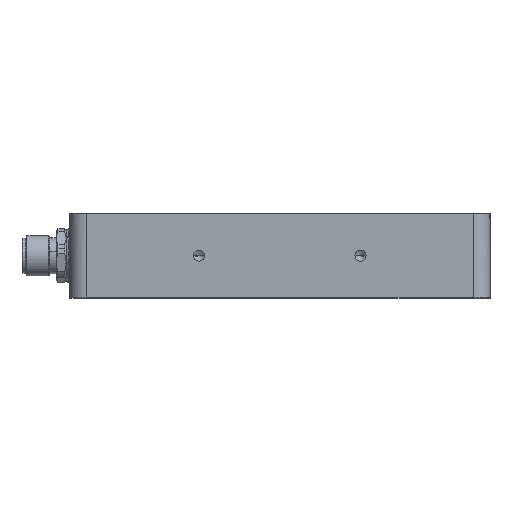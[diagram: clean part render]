
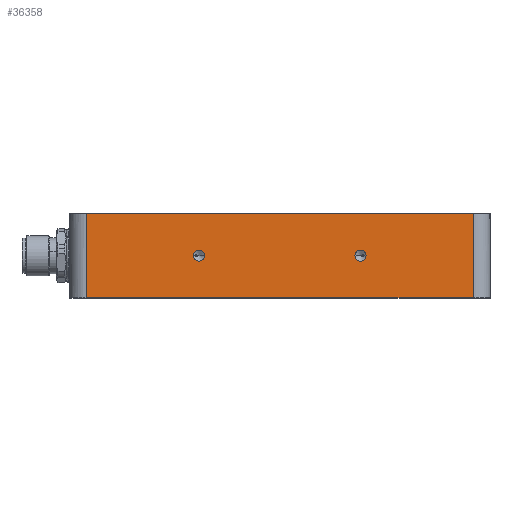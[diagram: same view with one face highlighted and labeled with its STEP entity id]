
A CAD part, top view. The second image highlights one B-rep face of the part: STEP entity #36358.
In plain terms, the highlighted face is planar.
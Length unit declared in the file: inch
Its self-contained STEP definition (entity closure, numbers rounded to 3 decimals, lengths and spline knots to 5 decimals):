
#321 = VERTEX_POINT ( 'NONE', #14312 ) ;
#974 = DIRECTION ( 'NONE',  ( -1., 0., 0. ) ) ;
#1154 = DIRECTION ( 'NONE',  ( 0., 1., 0. ) ) ;
#1431 = AXIS2_PLACEMENT_3D ( 'NONE', #17222, #28945, #26079 ) ;
#1764 = FACE_OUTER_BOUND ( 'NONE', #12650, .T. ) ;
#2533 = VECTOR ( 'NONE', #17916, 39.37008 ) ;
#2633 = ORIENTED_EDGE ( 'NONE', *, *, #11367, .F. ) ;
#3811 = CARTESIAN_POINT ( 'NONE',  ( -2.26378, 2.46063, 0.50197 ) ) ;
#3863 = EDGE_CURVE ( 'NONE', #5091, #22410, #6799, .T. ) ;
#5091 = VERTEX_POINT ( 'NONE', #23980 ) ;
#6083 = EDGE_LOOP ( 'NONE', ( #8666, #20275 ) ) ;
#6799 = CIRCLE ( 'NONE', #9972, 0.06496 ) ;
#7674 = VERTEX_POINT ( 'NONE', #22784 ) ;
#8270 = CIRCLE ( 'NONE', #28544, 0.06496 ) ;
#8666 = ORIENTED_EDGE ( 'NONE', *, *, #17062, .F. ) ;
#9408 = ORIENTED_EDGE ( 'NONE', *, *, #15160, .F. ) ;
#9972 = AXIS2_PLACEMENT_3D ( 'NONE', #25855, #37623, #29472 ) ;
#10391 = AXIS2_PLACEMENT_3D ( 'NONE', #16644, #28368, #13753 ) ;
#11367 = EDGE_CURVE ( 'NONE', #22410, #5091, #34536, .T. ) ;
#11666 = DIRECTION ( 'NONE',  ( 0., 1., 0. ) ) ;
#12060 = LINE ( 'NONE', #15133, #38189 ) ;
#12504 = ORIENTED_EDGE ( 'NONE', *, *, #18418, .T. ) ;
#12553 = EDGE_CURVE ( 'NONE', #21169, #31237, #12060, .T. ) ;
#12650 = EDGE_LOOP ( 'NONE', ( #28266, #25575, #9408, #12504 ) ) ;
#13424 = CARTESIAN_POINT ( 'NONE',  ( 2.26378, 2.46063, 0.50197 ) ) ;
#13753 = DIRECTION ( 'NONE',  ( 1., 0., 0. ) ) ;
#14312 = CARTESIAN_POINT ( 'NONE',  ( -2.26378, 2.46063, 0.50197 ) ) ;
#15133 = CARTESIAN_POINT ( 'NONE',  ( -2.46063, 2.46063, -0.48228 ) ) ;
#15160 = EDGE_CURVE ( 'NONE', #23561, #321, #30411, .T. ) ;
#15217 = CARTESIAN_POINT ( 'NONE',  ( -2.46063, 2.46063, 0.50197 ) ) ;
#15606 = DIRECTION ( 'NONE',  ( 0., 0., 1. ) ) ;
#15646 = CARTESIAN_POINT ( 'NONE',  ( -2.26378, 2.46063, -0.48228 ) ) ;
#16084 = AXIS2_PLACEMENT_3D ( 'NONE', #31882, #11666, #28622 ) ;
#16331 = LINE ( 'NONE', #19217, #37420 ) ;
#16644 = CARTESIAN_POINT ( 'NONE',  ( -2.46063, 2.46063, 0.50197 ) ) ;
#17062 = EDGE_CURVE ( 'NONE', #31037, #7674, #24254, .T. ) ;
#17222 = CARTESIAN_POINT ( 'NONE',  ( 0.94488, 2.46063, 0.00984 ) ) ;
#17314 = EDGE_CURVE ( 'NONE', #7674, #31037, #8270, .T. ) ;
#17916 = DIRECTION ( 'NONE',  ( -1., 0., 0. ) ) ;
#18418 = EDGE_CURVE ( 'NONE', #23561, #21169, #16331, .T. ) ;
#18738 = CARTESIAN_POINT ( 'NONE',  ( 0.94488, 2.46063, 0.00984 ) ) ;
#19217 = CARTESIAN_POINT ( 'NONE',  ( 2.26378, 2.46063, 0.50197 ) ) ;
#20275 = ORIENTED_EDGE ( 'NONE', *, *, #17314, .F. ) ;
#21169 = VERTEX_POINT ( 'NONE', #21349 ) ;
#21349 = CARTESIAN_POINT ( 'NONE',  ( 2.26378, 2.46063, -0.48228 ) ) ;
#22410 = VERTEX_POINT ( 'NONE', #28050 ) ;
#22784 = CARTESIAN_POINT ( 'NONE',  ( 1.00984, 2.46063, 0.00984 ) ) ;
#23561 = VERTEX_POINT ( 'NONE', #13424 ) ;
#23980 = CARTESIAN_POINT ( 'NONE',  ( -0.87992, 2.46063, 0.00984 ) ) ;
#24254 = CIRCLE ( 'NONE', #1431, 0.06496 ) ;
#25575 = ORIENTED_EDGE ( 'NONE', *, *, #37071, .T. ) ;
#25855 = CARTESIAN_POINT ( 'NONE',  ( -0.94488, 2.46063, 0.00984 ) ) ;
#26079 = DIRECTION ( 'NONE',  ( -1., 0., 0. ) ) ;
#26325 = ORIENTED_EDGE ( 'NONE', *, *, #3863, .F. ) ;
#27989 = FACE_BOUND ( 'NONE', #6083, .T. ) ;
#28050 = CARTESIAN_POINT ( 'NONE',  ( -1.00984, 2.46063, 0.00984 ) ) ;
#28174 = FACE_BOUND ( 'NONE', #36904, .T. ) ;
#28266 = ORIENTED_EDGE ( 'NONE', *, *, #12553, .T. ) ;
#28368 = DIRECTION ( 'NONE',  ( 0., -1., 0. ) ) ;
#28544 = AXIS2_PLACEMENT_3D ( 'NONE', #18738, #1154, #974 ) ;
#28622 = DIRECTION ( 'NONE',  ( -1., 0., 0. ) ) ;
#28945 = DIRECTION ( 'NONE',  ( 0., 1., 0. ) ) ;
#29472 = DIRECTION ( 'NONE',  ( -1., 0., 0. ) ) ;
#30212 = LINE ( 'NONE', #3811, #35624 ) ;
#30411 = LINE ( 'NONE', #15217, #2533 ) ;
#30942 = DIRECTION ( 'NONE',  ( 0., 0., -1. ) ) ;
#31037 = VERTEX_POINT ( 'NONE', #37644 ) ;
#31237 = VERTEX_POINT ( 'NONE', #15646 ) ;
#31882 = CARTESIAN_POINT ( 'NONE',  ( -0.94488, 2.46063, 0.00984 ) ) ;
#34357 = PLANE ( 'NONE',  #10391 ) ;
#34536 = CIRCLE ( 'NONE', #16084, 0.06496 ) ;
#35624 = VECTOR ( 'NONE', #15606, 39.37008 ) ;
#36131 = DIRECTION ( 'NONE',  ( -1., 0., 0. ) ) ;
#36358 = ADVANCED_FACE ( 'NONE', ( #28174, #27989, #1764 ), #34357, .F. ) ;
#36904 = EDGE_LOOP ( 'NONE', ( #2633, #26325 ) ) ;
#37071 = EDGE_CURVE ( 'NONE', #31237, #321, #30212, .T. ) ;
#37420 = VECTOR ( 'NONE', #30942, 39.37008 ) ;
#37623 = DIRECTION ( 'NONE',  ( 0., 1., 0. ) ) ;
#37644 = CARTESIAN_POINT ( 'NONE',  ( 0.87992, 2.46063, 0.00984 ) ) ;
#38189 = VECTOR ( 'NONE', #36131, 39.37008 ) ;
